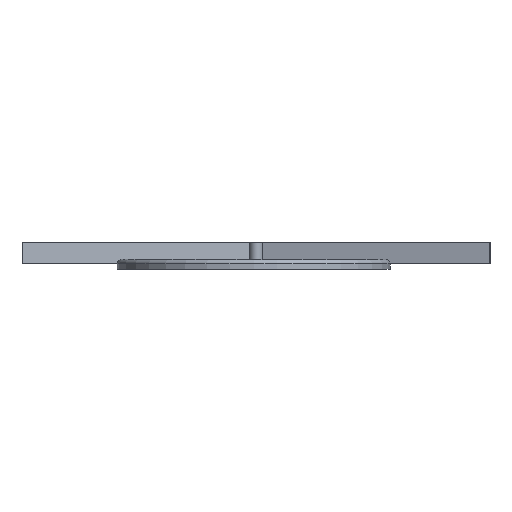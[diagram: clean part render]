
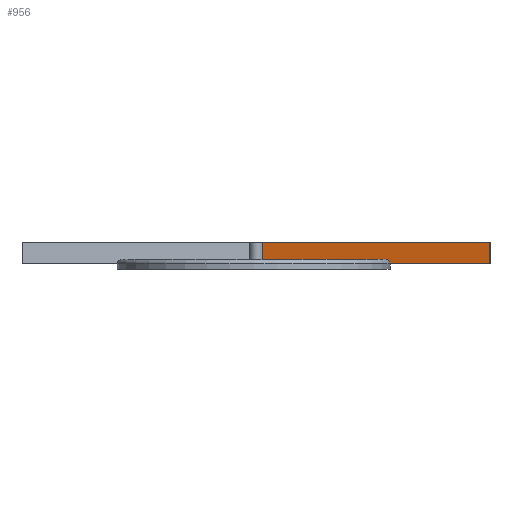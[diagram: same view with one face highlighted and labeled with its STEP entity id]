
A CAD part, front view. The second image highlights one B-rep face of the part: STEP entity #956.
In plain terms, the highlighted planar face has unit normal (-0.259, -0.966, 0).
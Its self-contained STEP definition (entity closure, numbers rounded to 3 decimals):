
#838=CARTESIAN_POINT('',(100.988,-44.691,-0.594));
#839=VERTEX_POINT('',#838);
#856=CARTESIAN_POINT('',(100.988,-44.691,8.594));
#857=VERTEX_POINT('',#856);
#864=CARTESIAN_POINT('',(100.988,-44.691,8.594));
#865=DIRECTION('',(0.,0.,-1.));
#866=VECTOR('',#865,9.188);
#867=LINE('',#864,#866);
#868=EDGE_CURVE('',#857,#839,#867,.T.);
#909=CARTESIAN_POINT('',(1.815,-18.117,-0.594));
#910=VERTEX_POINT('',#909);
#917=CARTESIAN_POINT('',(1.815,-18.117,8.594));
#918=VERTEX_POINT('',#917);
#919=CARTESIAN_POINT('',(1.815,-18.117,8.594));
#920=DIRECTION('',(0.,0.,-1.));
#921=VECTOR('',#920,9.188);
#922=LINE('',#919,#921);
#923=EDGE_CURVE('',#918,#910,#922,.T.);
#935=CARTESIAN_POINT('',(51.402,-31.404,8.594));
#936=DIRECTION('',(-0.259,-0.966,0.));
#937=DIRECTION('',(0.,0.,-1.));
#938=AXIS2_PLACEMENT_3D('',#935,#936,#937);
#939=PLANE('',#938);
#940=CARTESIAN_POINT('',(100.988,-44.691,-0.594));
#941=DIRECTION('',(-0.966,0.259,0.));
#942=VECTOR('',#941,102.672);
#943=LINE('',#940,#942);
#944=EDGE_CURVE('',#839,#910,#943,.T.);
#945=ORIENTED_EDGE('',*,*,#944,.F.);
#946=ORIENTED_EDGE('',*,*,#868,.F.);
#947=CARTESIAN_POINT('',(100.988,-44.691,8.594));
#948=DIRECTION('',(-0.966,0.259,0.));
#949=VECTOR('',#948,102.672);
#950=LINE('',#947,#949);
#951=EDGE_CURVE('',#857,#918,#950,.T.);
#952=ORIENTED_EDGE('',*,*,#951,.T.);
#953=ORIENTED_EDGE('',*,*,#923,.T.);
#954=EDGE_LOOP('',(#945,#946,#952,#953));
#955=FACE_BOUND('',#954,.T.);
#956=ADVANCED_FACE('',(#955),#939,.T.);
